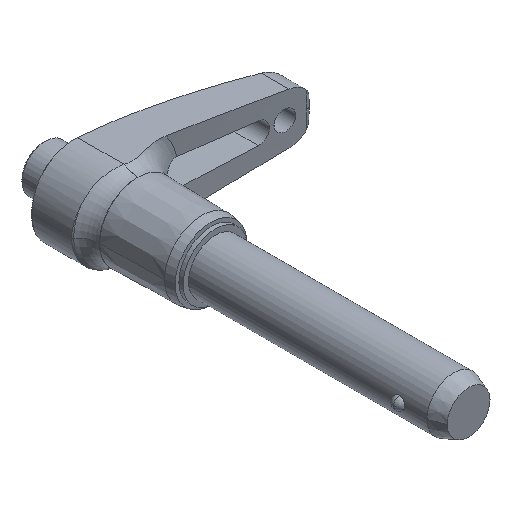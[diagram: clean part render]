
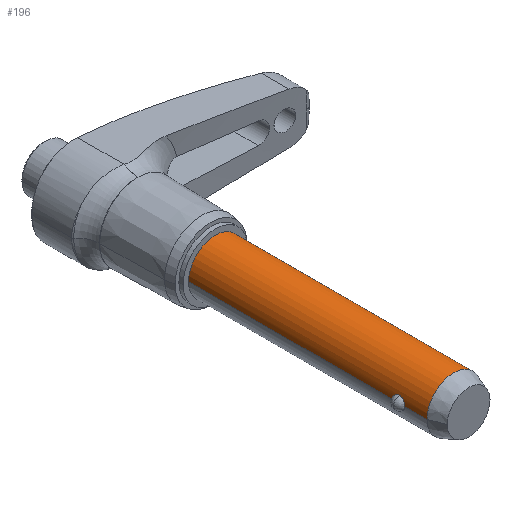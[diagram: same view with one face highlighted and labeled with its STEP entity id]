
A CAD part, isometric view. The second image highlights one B-rep face of the part: STEP entity #196.
In plain terms, the highlighted cylindrical face has radius 6.35 mm (diameter 12.7 mm), a partial arc.
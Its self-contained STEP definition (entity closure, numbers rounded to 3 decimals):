
#196=ADVANCED_FACE('',(#396),#397,.T.);
#396=FACE_OUTER_BOUND('',#594,.T.);
#397=CYLINDRICAL_SURFACE('',#595,6.35);
#594=EDGE_LOOP('',(#1115,#1116,#1117,#1118,#1119,#1120,#1121,#1122,#1123,#1124));
#595=AXIS2_PLACEMENT_3D('',#1125,#1126,#1127);
#1115=ORIENTED_EDGE('',*,*,#1331,.T.);
#1116=ORIENTED_EDGE('',*,*,#1386,.T.);
#1117=ORIENTED_EDGE('',*,*,#1381,.T.);
#1118=ORIENTED_EDGE('',*,*,#1335,.T.);
#1119=ORIENTED_EDGE('',*,*,#1373,.F.);
#1120=ORIENTED_EDGE('',*,*,#1333,.T.);
#1121=ORIENTED_EDGE('',*,*,#1232,.T.);
#1122=ORIENTED_EDGE('',*,*,#1309,.T.);
#1123=ORIENTED_EDGE('',*,*,#1332,.T.);
#1124=ORIENTED_EDGE('',*,*,#1361,.T.);
#1125=CARTESIAN_POINT('',(0.0,-29.972,0.0));
#1126=DIRECTION('',(-0.0,1.0,0.0));
#1127=DIRECTION('',(1.0,0.0,0.0));
#1232=EDGE_CURVE('',#1492,#1489,#1493,.T.);
#1309=EDGE_CURVE('',#1489,#1604,#1606,.T.);
#1331=EDGE_CURVE('',#1471,#1636,#1637,.T.);
#1332=EDGE_CURVE('',#1604,#1475,#1638,.T.);
#1333=EDGE_CURVE('',#1639,#1492,#1640,.T.);
#1335=EDGE_CURVE('',#1643,#1641,#1644,.T.);
#1361=EDGE_CURVE('',#1475,#1471,#1675,.T.);
#1373=EDGE_CURVE('',#1639,#1641,#1687,.T.);
#1381=EDGE_CURVE('',#1696,#1643,#1698,.T.);
#1386=EDGE_CURVE('',#1636,#1696,#1703,.T.);
#1471=VERTEX_POINT('',#1995);
#1475=VERTEX_POINT('',#2000);
#1489=VERTEX_POINT('',#2061);
#1492=VERTEX_POINT('',#2064);
#1493=B_SPLINE_CURVE_WITH_KNOTS('',3,(#2065,#2066,#2067,#2068,#2069,#2070,#2071,#2072,#2073,#2074,#2075,#2076,#2077,#2078),.UNSPECIFIED.,.F.,.F.,(4,2,2,2,2,2,4),(6.663,7.038,7.413,7.642,7.871,8.377,8.884),.UNSPECIFIED.);
#1604=VERTEX_POINT('',#2516);
#1606=B_SPLINE_CURVE_WITH_KNOTS('',3,(#2531,#2532,#2533,#2534,#2535,#2536,#2537,#2538,#2539,#2540,#2541,#2542,#2543,#2544),.UNSPECIFIED.,.F.,.F.,(4,2,2,2,2,2,4),(0.0,0.507,1.013,1.242,1.471,1.846,2.221),.UNSPECIFIED.);
#1636=VERTEX_POINT('',#2718);
#1637=LINE('',#2719,#2720);
#1638=LINE('',#2721,#2722);
#1639=VERTEX_POINT('',#2723);
#1640=LINE('',#2724,#2725);
#1641=VERTEX_POINT('',#2726);
#1643=VERTEX_POINT('',#2728);
#1644=LINE('',#2729,#2730);
#1675=CIRCLE('',#2889,6.35);
#1687=CIRCLE('',#2903,6.35);
#1696=VERTEX_POINT('',#2914);
#1698=B_SPLINE_CURVE_WITH_KNOTS('',3,(#2916,#2917,#2918,#2919,#2920,#2921,#2922,#2923,#2924,#2925,#2926,#2927,#2928,#2929),.UNSPECIFIED.,.F.,.F.,(4,2,2,2,2,2,4),(4.442,4.948,5.455,5.684,5.912,6.288,6.663),.UNSPECIFIED.);
#1703=B_SPLINE_CURVE_WITH_KNOTS('',3,(#2934,#2935,#2936,#2937,#2938,#2939,#2940,#2941,#2942,#2943,#2944,#2945,#2946,#2947),.UNSPECIFIED.,.F.,.F.,(4,2,2,2,2,2,4),(2.221,2.596,2.971,3.2,3.429,3.935,4.442),.UNSPECIFIED.);
#1995=CARTESIAN_POINT('',(6.35,-56.439,0.0));
#2000=CARTESIAN_POINT('',(-6.35,-56.439,0.));
#2061=CARTESIAN_POINT('',(-6.172,-49.728,1.495));
#2064=CARTESIAN_POINT('',(-6.35,-48.26,0.));
#2065=CARTESIAN_POINT('',(-6.35,-48.26,0.));
#2066=CARTESIAN_POINT('',(-6.35,-48.26,0.125));
#2067=CARTESIAN_POINT('',(-6.346,-48.276,0.261));
#2068=CARTESIAN_POINT('',(-6.33,-48.345,0.522));
#2069=CARTESIAN_POINT('',(-6.318,-48.398,0.648));
#2070=CARTESIAN_POINT('',(-6.297,-48.497,0.822));
#2071=CARTESIAN_POINT('',(-6.288,-48.543,0.891));
#2072=CARTESIAN_POINT('',(-6.268,-48.648,1.019));
#2073=CARTESIAN_POINT('',(-6.258,-48.706,1.079));
#2074=CARTESIAN_POINT('',(-6.229,-48.888,1.24));
#2075=CARTESIAN_POINT('',(-6.208,-49.043,1.336));
#2076=CARTESIAN_POINT('',(-6.179,-49.379,1.464));
#2077=CARTESIAN_POINT('',(-6.172,-49.56,1.495));
#2078=CARTESIAN_POINT('',(-6.172,-49.728,1.495));
#2516=CARTESIAN_POINT('',(-6.35,-51.197,0.));
#2531=CARTESIAN_POINT('',(-6.172,-49.728,1.495));
#2532=CARTESIAN_POINT('',(-6.172,-49.897,1.495));
#2533=CARTESIAN_POINT('',(-6.179,-50.078,1.464));
#2534=CARTESIAN_POINT('',(-6.208,-50.414,1.336));
#2535=CARTESIAN_POINT('',(-6.229,-50.569,1.24));
#2536=CARTESIAN_POINT('',(-6.258,-50.751,1.079));
#2537=CARTESIAN_POINT('',(-6.268,-50.809,1.019));
#2538=CARTESIAN_POINT('',(-6.288,-50.913,0.891));
#2539=CARTESIAN_POINT('',(-6.297,-50.96,0.822));
#2540=CARTESIAN_POINT('',(-6.318,-51.059,0.648));
#2541=CARTESIAN_POINT('',(-6.33,-51.112,0.522));
#2542=CARTESIAN_POINT('',(-6.346,-51.181,0.261));
#2543=CARTESIAN_POINT('',(-6.35,-51.197,0.125));
#2544=CARTESIAN_POINT('',(-6.35,-51.197,0.));
#2718=CARTESIAN_POINT('',(6.35,-51.197,0.));
#2719=CARTESIAN_POINT('',(6.35,-29.972,0.));
#2720=VECTOR('',#3146,1.0);
#2721=CARTESIAN_POINT('',(-6.35,-29.972,0.));
#2722=VECTOR('',#3147,1.0);
#2723=CARTESIAN_POINT('',(-6.35,0.0,0.));
#2724=CARTESIAN_POINT('',(-6.35,-29.972,0.));
#2725=VECTOR('',#3148,1.0);
#2726=CARTESIAN_POINT('',(6.35,0.0,0.0));
#2728=CARTESIAN_POINT('',(6.35,-48.26,0.));
#2729=CARTESIAN_POINT('',(6.35,-29.972,0.));
#2730=VECTOR('',#3152,1.0);
#2889=AXIS2_PLACEMENT_3D('',#3170,#3171,#3172);
#2903=AXIS2_PLACEMENT_3D('',#3184,#3185,#3186);
#2914=CARTESIAN_POINT('',(6.172,-49.728,1.495));
#2916=CARTESIAN_POINT('',(6.172,-49.728,1.495));
#2917=CARTESIAN_POINT('',(6.172,-49.56,1.495));
#2918=CARTESIAN_POINT('',(6.179,-49.379,1.464));
#2919=CARTESIAN_POINT('',(6.208,-49.043,1.336));
#2920=CARTESIAN_POINT('',(6.229,-48.888,1.24));
#2921=CARTESIAN_POINT('',(6.258,-48.706,1.079));
#2922=CARTESIAN_POINT('',(6.268,-48.648,1.019));
#2923=CARTESIAN_POINT('',(6.288,-48.543,0.891));
#2924=CARTESIAN_POINT('',(6.297,-48.497,0.822));
#2925=CARTESIAN_POINT('',(6.318,-48.398,0.648));
#2926=CARTESIAN_POINT('',(6.33,-48.345,0.522));
#2927=CARTESIAN_POINT('',(6.346,-48.276,0.261));
#2928=CARTESIAN_POINT('',(6.35,-48.26,0.125));
#2929=CARTESIAN_POINT('',(6.35,-48.26,0.));
#2934=CARTESIAN_POINT('',(6.35,-51.197,0.0));
#2935=CARTESIAN_POINT('',(6.35,-51.197,0.125));
#2936=CARTESIAN_POINT('',(6.346,-51.181,0.261));
#2937=CARTESIAN_POINT('',(6.33,-51.112,0.522));
#2938=CARTESIAN_POINT('',(6.318,-51.059,0.648));
#2939=CARTESIAN_POINT('',(6.297,-50.96,0.822));
#2940=CARTESIAN_POINT('',(6.288,-50.913,0.891));
#2941=CARTESIAN_POINT('',(6.268,-50.809,1.019));
#2942=CARTESIAN_POINT('',(6.258,-50.751,1.079));
#2943=CARTESIAN_POINT('',(6.229,-50.569,1.24));
#2944=CARTESIAN_POINT('',(6.208,-50.414,1.336));
#2945=CARTESIAN_POINT('',(6.179,-50.078,1.464));
#2946=CARTESIAN_POINT('',(6.172,-49.897,1.495));
#2947=CARTESIAN_POINT('',(6.172,-49.728,1.495));
#3146=DIRECTION('',(0.0,1.0,0.0));
#3147=DIRECTION('',(-0.0,-1.0,-0.0));
#3148=DIRECTION('',(-0.0,-1.0,-0.0));
#3152=DIRECTION('',(0.0,1.0,0.0));
#3170=CARTESIAN_POINT('',(0.0,-56.439,0.0));
#3171=DIRECTION('',(0.,1.0,0.0));
#3172=DIRECTION('',(1.0,0.,0.0));
#3184=CARTESIAN_POINT('',(0.0,0.0,0.0));
#3185=DIRECTION('',(-0.0,1.0,0.0));
#3186=DIRECTION('',(1.0,0.0,0.0));
